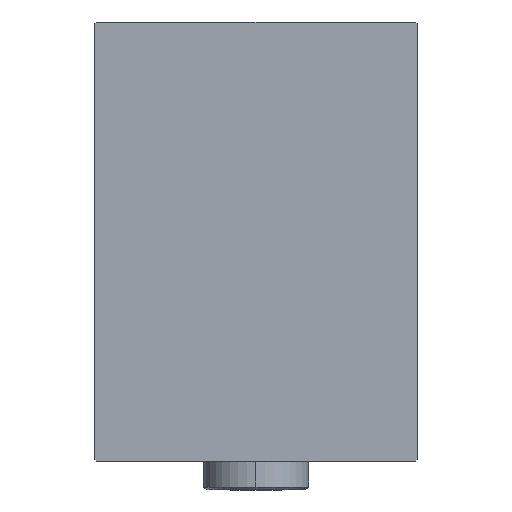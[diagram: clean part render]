
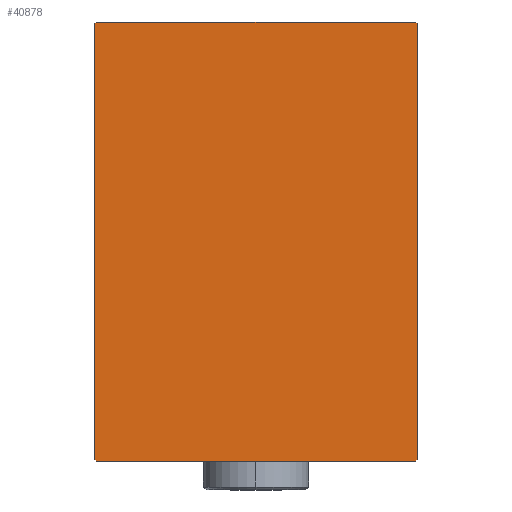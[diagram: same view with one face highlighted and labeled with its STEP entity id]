
A CAD part, left-side view. The second image highlights one B-rep face of the part: STEP entity #40878.
In plain terms, the highlighted face is planar.
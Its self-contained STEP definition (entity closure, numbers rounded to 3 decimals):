
#223 = ORIENTED_EDGE ( 'NONE', *, *, #25705, .T. ) ;
#971 = DIRECTION ( 'NONE',  ( 0., 0., 1. ) ) ;
#1147 = LINE ( 'NONE', #34945, #30202 ) ;
#1668 = VERTEX_POINT ( 'NONE', #7090 ) ;
#3043 = DIRECTION ( 'NONE',  ( 0., 0.707, -0.707 ) ) ;
#3564 = ORIENTED_EDGE ( 'NONE', *, *, #8245, .T. ) ;
#3970 = CARTESIAN_POINT ( 'NONE',  ( 135., -27.2, 37.5 ) ) ;
#6027 = DIRECTION ( 'NONE',  ( 0., -0.707, -0.707 ) ) ;
#7090 = CARTESIAN_POINT ( 'NONE',  ( 135., -27.5, 37.2 ) ) ;
#7109 = DIRECTION ( 'NONE',  ( 1., 0., 0. ) ) ;
#7430 = DIRECTION ( 'NONE',  ( 0., -1., 0. ) ) ;
#8245 = EDGE_CURVE ( 'NONE', #24605, #14340, #33702, .T. ) ;
#8564 = DIRECTION ( 'NONE',  ( 0., 1., 0. ) ) ;
#9601 = VECTOR ( 'NONE', #37931, 1000. ) ;
#12086 = ORIENTED_EDGE ( 'NONE', *, *, #36291, .T. ) ;
#12581 = CARTESIAN_POINT ( 'NONE',  ( 135., 27.5, 37.2 ) ) ;
#13102 = LINE ( 'NONE', #33682, #9601 ) ;
#13352 = CARTESIAN_POINT ( 'NONE',  ( 135., -32.35, -32.35 ) ) ;
#14121 = VERTEX_POINT ( 'NONE', #43827 ) ;
#14340 = VERTEX_POINT ( 'NONE', #29052 ) ;
#15823 = VERTEX_POINT ( 'NONE', #17268 ) ;
#17209 = VECTOR ( 'NONE', #25208, 1000. ) ;
#17268 = CARTESIAN_POINT ( 'NONE',  ( 135., 27.5, -37.2 ) ) ;
#17663 = ORIENTED_EDGE ( 'NONE', *, *, #27830, .T. ) ;
#18357 = VERTEX_POINT ( 'NONE', #3970 ) ;
#18868 = CARTESIAN_POINT ( 'NONE',  ( 135., -27.5, -37.5 ) ) ;
#18928 = LINE ( 'NONE', #38624, #17209 ) ;
#19178 = ORIENTED_EDGE ( 'NONE', *, *, #39385, .T. ) ;
#19507 = EDGE_LOOP ( 'NONE', ( #39094, #223, #17663, #12086, #19178, #33257, #29328, #3564 ) ) ;
#20144 = LINE ( 'NONE', #36681, #22353 ) ;
#22009 = EDGE_CURVE ( 'NONE', #14340, #14121, #40092, .T. ) ;
#22245 = LINE ( 'NONE', #32300, #37968 ) ;
#22353 = VECTOR ( 'NONE', #6027, 1000. ) ;
#24605 = VERTEX_POINT ( 'NONE', #44013 ) ;
#25208 = DIRECTION ( 'NONE',  ( 0., 0.707, 0.707 ) ) ;
#25705 = EDGE_CURVE ( 'NONE', #14121, #15823, #18928, .T. ) ;
#27830 = EDGE_CURVE ( 'NONE', #15823, #38328, #22245, .T. ) ;
#28252 = CARTESIAN_POINT ( 'NONE',  ( 135., 27.5, 37.5 ) ) ;
#28971 = CARTESIAN_POINT ( 'NONE',  ( 135., 27.2, 37.5 ) ) ;
#29052 = CARTESIAN_POINT ( 'NONE',  ( 135., -27.2, -37.5 ) ) ;
#29328 = ORIENTED_EDGE ( 'NONE', *, *, #31646, .T. ) ;
#29495 = VECTOR ( 'NONE', #7430, 1000. ) ;
#30202 = VECTOR ( 'NONE', #31590, 1000. ) ;
#30410 = PLANE ( 'NONE',  #34556 ) ;
#30984 = EDGE_CURVE ( 'NONE', #18357, #1668, #20144, .T. ) ;
#31590 = DIRECTION ( 'NONE',  ( 0., 0., -1. ) ) ;
#31646 = EDGE_CURVE ( 'NONE', #1668, #24605, #1147, .T. ) ;
#31814 = LINE ( 'NONE', #28252, #29495 ) ;
#32300 = CARTESIAN_POINT ( 'NONE',  ( 135., 27.5, -37.5 ) ) ;
#33257 = ORIENTED_EDGE ( 'NONE', *, *, #30984, .T. ) ;
#33682 = CARTESIAN_POINT ( 'NONE',  ( 135., 32.35, 32.35 ) ) ;
#33702 = LINE ( 'NONE', #13352, #39724 ) ;
#34409 = DIRECTION ( 'NONE',  ( 0., 0., -1. ) ) ;
#34556 = AXIS2_PLACEMENT_3D ( 'NONE', #44041, #7109, #34409 ) ;
#34945 = CARTESIAN_POINT ( 'NONE',  ( 135., -27.5, 37.5 ) ) ;
#36291 = EDGE_CURVE ( 'NONE', #38328, #39106, #13102, .T. ) ;
#36681 = CARTESIAN_POINT ( 'NONE',  ( 135., -32.35, 32.35 ) ) ;
#37779 = FACE_OUTER_BOUND ( 'NONE', #19507, .T. ) ;
#37931 = DIRECTION ( 'NONE',  ( 0., -0.707, 0.707 ) ) ;
#37968 = VECTOR ( 'NONE', #971, 1000. ) ;
#38328 = VERTEX_POINT ( 'NONE', #12581 ) ;
#38624 = CARTESIAN_POINT ( 'NONE',  ( 135., 32.35, -32.35 ) ) ;
#39094 = ORIENTED_EDGE ( 'NONE', *, *, #22009, .T. ) ;
#39106 = VERTEX_POINT ( 'NONE', #28971 ) ;
#39385 = EDGE_CURVE ( 'NONE', #39106, #18357, #31814, .T. ) ;
#39724 = VECTOR ( 'NONE', #3043, 1000. ) ;
#40092 = LINE ( 'NONE', #18868, #42908 ) ;
#40878 = ADVANCED_FACE ( 'NONE', ( #37779 ), #30410, .T. ) ;
#42908 = VECTOR ( 'NONE', #8564, 1000. ) ;
#43827 = CARTESIAN_POINT ( 'NONE',  ( 135., 27.2, -37.5 ) ) ;
#44013 = CARTESIAN_POINT ( 'NONE',  ( 135., -27.5, -37.2 ) ) ;
#44041 = CARTESIAN_POINT ( 'NONE',  ( 135., 0., 0. ) ) ;
